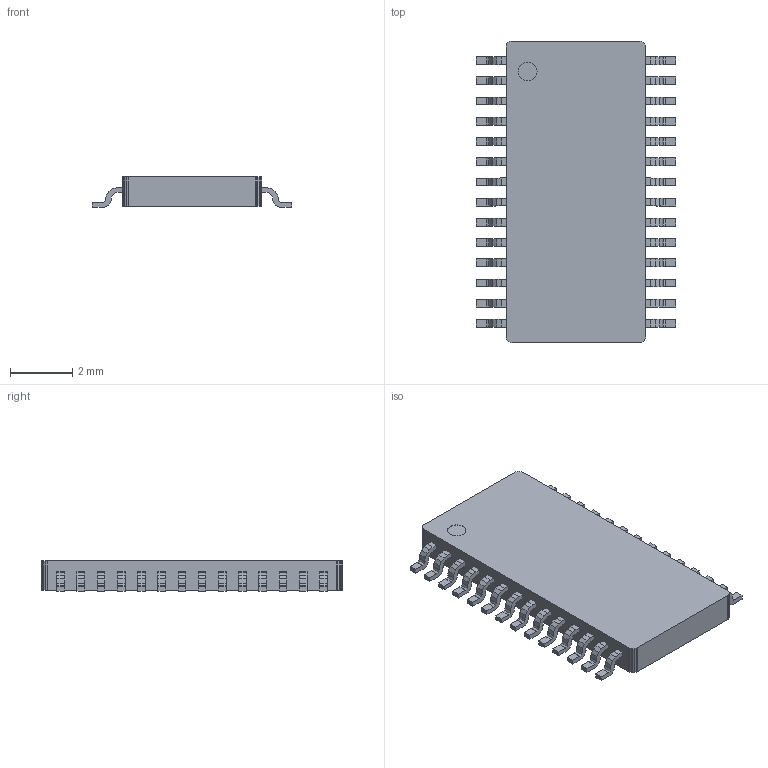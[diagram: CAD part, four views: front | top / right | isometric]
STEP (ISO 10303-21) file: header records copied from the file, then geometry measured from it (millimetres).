
FILE_DESCRIPTION((''),'2;1');
FILE_NAME('PW-28_TI_ASM','2010-10-20T',('Simon'),(''),'PRO/ENGINEER BY PARAMETRIC TECHNOLOGY CORPORATION, 2008400','PRO/ENGINEER BY PARAMETRIC TECHNOLOGY CORPORATION, 2008400','');
FILE_SCHEMA(('AUTOMOTIVE_DESIGN_CC2 { 1 2 10303 214 -1 1 5 2 }'));
Length unit declared in the file: millimetre
Products named in the file (10): SW3DPS-TSSOP-28_P065_EXTRUDED3; SW3DPS-TSSOP-28_P065_353885137_ASM; SW3DPS-TSSOP-28_P065_FR85613104_ASM; SW3DPS-TSSOP-28_P065_BOARD3; SW3DPS-TSSOP-28_P065_PINTSSOP-5_ASM; SW3DPS-TSSOP-28_P065_EXTRUDED2; SW3DPS-TSSOP-28_P065_455332561_ASM; SW3DPS-TSSOP-28_P065_CYLINDER1; SW3DPS-TSSOP-28_P065_455099953_ASM; PW-28_TI_ASM
Assembly tree (36 placements, depth 5):
  PW-28_TI_ASM
    SW3DPS-TSSOP-28_P065_PINTSSOP-5_ASM  x28
      SW3DPS-TSSOP-28_P065_FR85613104_ASM
        SW3DPS-TSSOP-28_P065_353885137_ASM
          SW3DPS-TSSOP-28_P065_EXTRUDED3
      SW3DPS-TSSOP-28_P065_BOARD3
    SW3DPS-TSSOP-28_P065_455332561_ASM
      SW3DPS-TSSOP-28_P065_EXTRUDED2
    SW3DPS-TSSOP-28_P065_455099953_ASM
      SW3DPS-TSSOP-28_P065_CYLINDER1
Bounding box: 6.4 x 9.7 x 0.99 mm (x, y, z)
Volume: 43 mm3; surface area: 148.7 mm2
Topology: 58 solids, 58 shells, 931 faces, 2445 edges, 1630 vertices
Faces by surface type: plane 929, cylinder 2
Entity records: 3087 total; most frequent: DIRECTION 419, CARTESIAN_POINT 414, ORIENTED_EDGE 354, PRESENTATION_STYLE_ASSIGNMENT 181, STYLED_ITEM 181, CURVE_STYLE 177, EDGE_CURVE 177, VECTOR 173
